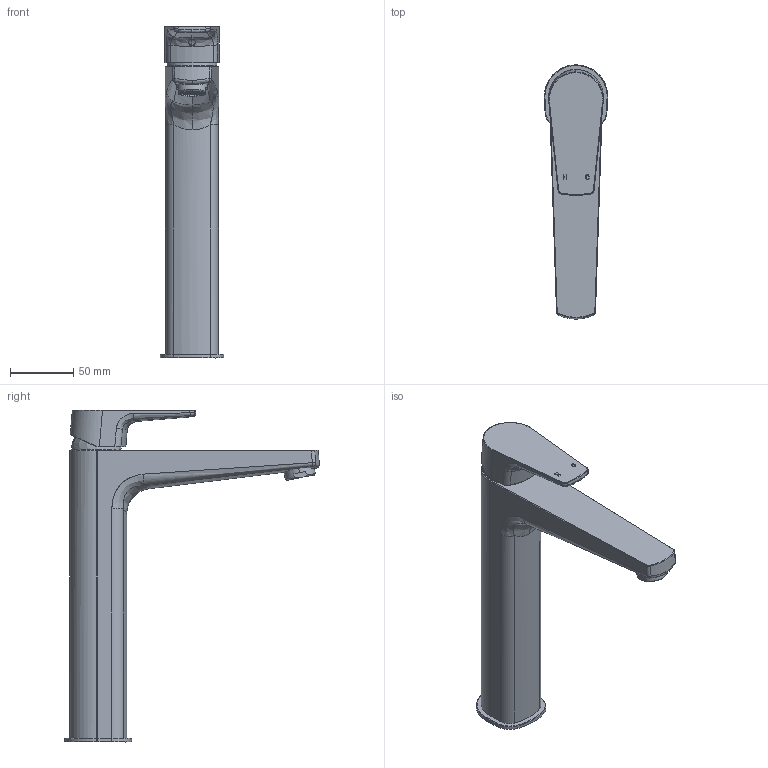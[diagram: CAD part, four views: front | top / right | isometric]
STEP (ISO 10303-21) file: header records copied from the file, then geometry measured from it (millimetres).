
FILE_DESCRIPTION(/* description */ (''),/* implementation_level */ '2;1');
FILE_NAME(/* name */ 'STEP - A075032419_9508808',/* time_stamp */ '2025-03-18T09:32:23+11:00',/* author */ (''),/* organization */ (''),/* preprocessor_version */ 'ST-DEVELOPER v16.5',/* originating_system */ 'Rhino 7.37',/* authorisation */ '');
FILE_SCHEMA (('AUTOMOTIVE_DESIGN'));
Products named in the file (1): Document
Bounding box: 50 x 200.81 x 261.7 mm (x, y, z)
Volume: 8941.2 mm3; surface area: 127714.5 mm2
Topology: 4 solids, 10 shells, 3173 faces, 9412 edges, 6069 vertices
Faces by surface type: plane 2568, cylinder 322, bspline 283
Entity records: 115895 total; most frequent: CARTESIAN_POINT 53238, ORIENTED_EDGE 18320, EDGE_CURVE 9289, B_SPLINE_CURVE_WITH_KNOTS 8214, VERTEX_POINT 5968, EDGE_LOOP 4459, ADVANCED_FACE 3173, FACE_OUTER_BOUND 3173
